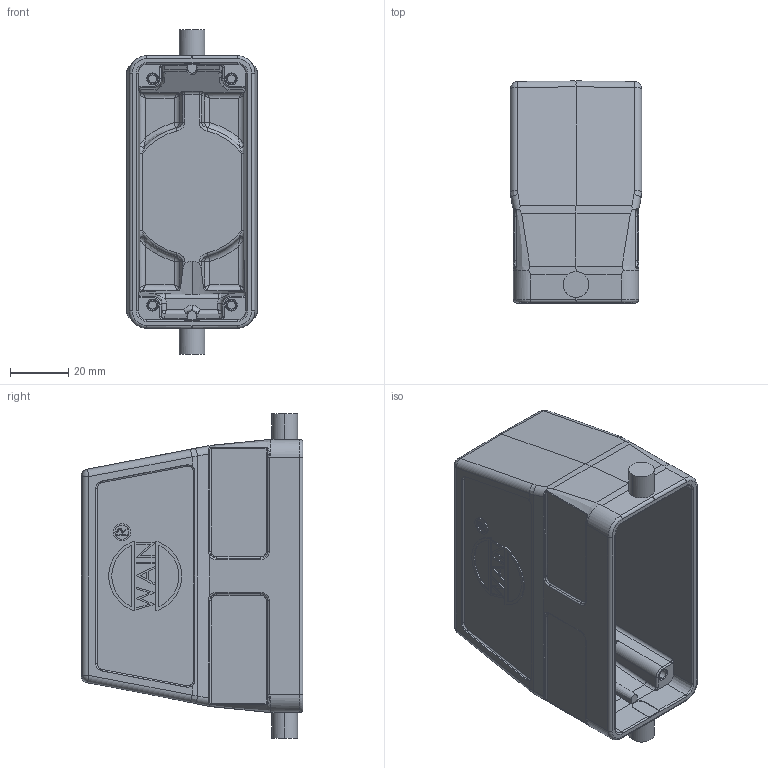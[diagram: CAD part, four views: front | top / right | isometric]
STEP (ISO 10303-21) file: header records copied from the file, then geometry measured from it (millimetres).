
FILE_DESCRIPTION((''),'2;1');
FILE_NAME('3D_1110165155004_H16B-SEH-2B-M3','2019-04-11T',('sh.ye'),(''),'PRO/ENGINEER BY PARAMETRIC TECHNOLOGY CORPORATION, 2015240','PRO/ENGINEER BY PARAMETRIC TECHNOLOGY CORPORATION, 2015240','');
FILE_SCHEMA(('AUTOMOTIVE_DESIGN { 1 0 10303 214 1 1 1 1 }'));
Length unit declared in the file: millimetre
Products named in the file (1): 3D_1110165155004_H16B-SEH-2B-M3
Bounding box: 45 x 76 x 111.3 mm (x, y, z)
Volume: 73473.9 mm3; surface area: 42243.9 mm2
Topology: 1 solids, 1 shells, 635 faces, 1588 edges, 964 vertices
Faces by surface type: plane 240, cylinder 181, bspline 117, torus 51, cone 28, extrusion 10, sphere 8
Entity records: 26303 total; most frequent: CARTESIAN_POINT 12202, ORIENTED_EDGE 3128, DIRECTION 2584, EDGE_CURVE 1564, VERTEX_POINT 964, AXIS2_PLACEMENT_3D 906, VECTOR 772, LINE 762
